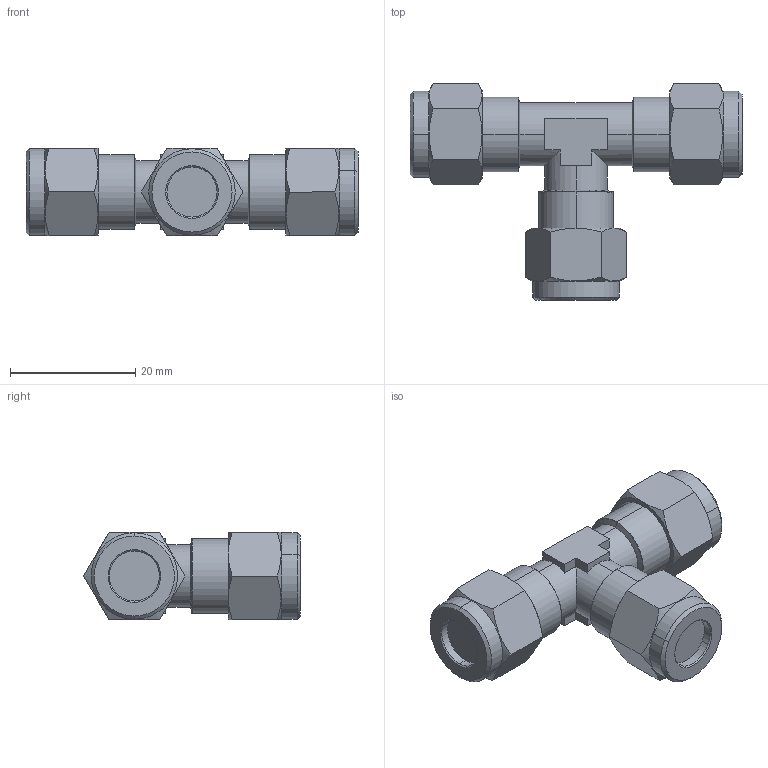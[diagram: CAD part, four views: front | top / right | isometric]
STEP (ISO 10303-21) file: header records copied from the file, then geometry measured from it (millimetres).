
FILE_DESCRIPTION (( 'STEP AP214' ), '1' );
FILE_NAME ('1020000003.step', '2013-02-25T17:11:13', ( '' ), ( '' ), 'SwSTEP 2.0', 'SolidWorks 2012', '' );
FILE_SCHEMA (( 'AUTOMOTIVE_DESIGN' ));
Length unit declared in the file: millimetre
Products named in the file (1): 1020000003
Bounding box: 53 x 34.58 x 14 mm (x, y, z)
Volume: 9332.2 mm3; surface area: 3872.4 mm2
Topology: 1 solids, 2 shells, 126 faces, 288 edges, 172 vertices
Faces by surface type: cone 50, plane 45, cylinder 25, torus 6
Entity records: 3840 total; most frequent: CARTESIAN_POINT 1027, DIRECTION 585, ORIENTED_EDGE 576, EDGE_CURVE 288, AXIS2_PLACEMENT_3D 235, VERTEX_POINT 172, EDGE_LOOP 132, FACE_OUTER_BOUND 126
